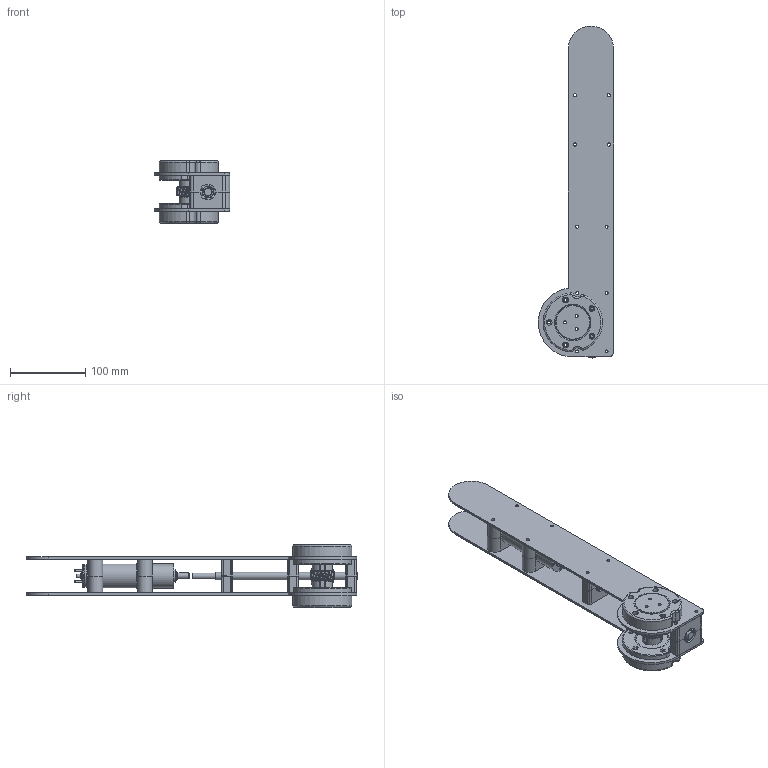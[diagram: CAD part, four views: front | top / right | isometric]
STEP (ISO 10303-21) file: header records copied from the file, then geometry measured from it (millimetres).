
FILE_DESCRIPTION(/* description */ (''),/* implementation_level */ '2;1');
FILE_NAME(/* name */ 'Konarm_3_przegub_v2.stp',/* time_stamp */ '2023-01-29T13:32:02+01:00',/* author */ ('Kamil'),/* organization */ (''),/* preprocessor_version */ 'ST-DEVELOPER v18.1',/* originating_system */ 'Autodesk Inventor 2022',/* authorisation */ '');
FILE_SCHEMA (('AUTOMOTIVE_DESIGN { 1 0 10303 214 3 1 1 }'));
Products named in the file (14): Konarm_3_przegub_v2; blacha; koszyczek; kolnierz wewnetrzny; Złożenie2.STEP; Faulhaber 3272G012C R; os_napedowa; Os; Os_lewa; kółko; ball bearing(6006); FAG BALL BEARING 6200; Uchwyt_silnika_KONARM_3; Uchwyt_na_lozysko_poli
Assembly tree (28 placements, depth 2):
  Konarm_3_przegub_v2
    blacha  x2
    koszyczek  x2
    kolnierz wewnetrzny  x2
    Złożenie2.STEP
    Faulhaber 3272G012C R
    os_napedowa
    Os
    Os_lewa
    kółko  x2
    ball bearing(6006)  x2
    FAG BALL BEARING 6200  x3
    Uchwyt_silnika_KONARM_3  x4
    Uchwyt_na_lozysko_poli  x6
Bounding box: 100.4 x 442.54 x 84 mm (x, y, z)
Volume: 629870.4 mm3; surface area: 308147.3 mm2
Topology: 92 solids, 92 shells, 1322 faces, 3339 edges, 2184 vertices
Faces by surface type: plane 500, cylinder 412, bspline 242, torus 69, sphere 62, cone 37
Full cylindrical faces by diameter (mm): 1.2 x2, 1.41 x2, 1.5 x3, 1.8 x4, 2 x3, 2.5 x10, 3 x2, 3.4 x3, 4 x48, 4.2 x30, 4.5 x16, 5 x2, 7 x3, 7.5 x10, 7.9 x1, 8 x3, 9 x1, 10 x5, 10.8 x1, 11.8 x1, 13 x1, 13.5 x1, 14.7 x6, 16 x3, 17 x1, 24 x6, 25.75 x1, 26.9 x1, 27.57 x1, 29.75 x1
Entity records: 41853 total; most frequent: CARTESIAN_POINT 22765, ORIENTED_EDGE 3822, DIRECTION 3633, EDGE_CURVE 1911, AXIS2_PLACEMENT_3D 1402, VERTEX_POINT 1283, EDGE_LOOP 994, LINE 829
